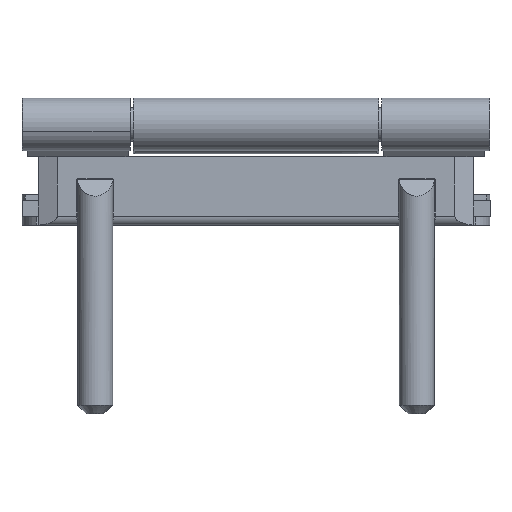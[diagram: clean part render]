
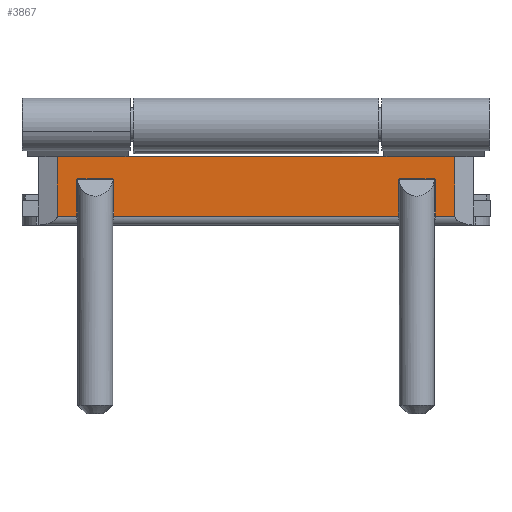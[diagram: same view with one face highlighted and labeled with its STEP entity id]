
A CAD part, front view. The second image highlights one B-rep face of the part: STEP entity #3867.
In plain terms, the highlighted face is planar.
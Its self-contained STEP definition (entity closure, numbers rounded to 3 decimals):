
#315 = VERTEX_POINT ( 'NONE', #22261 ) ;
#383 = DIRECTION ( 'NONE',  ( 0., 0., 1. ) ) ;
#939 = CARTESIAN_POINT ( 'NONE',  ( -30., 80., 3.001 ) ) ;
#1272 = EDGE_CURVE ( 'NONE', #4757, #315, #12622, .T. ) ;
#2939 = CARTESIAN_POINT ( 'NONE',  ( -30., 80., 0. ) ) ;
#3867 = ADVANCED_FACE ( 'NONE', ( #33976 ), #25209, .T. ) ;
#4757 = VERTEX_POINT ( 'NONE', #20657 ) ;
#5301 = LINE ( 'NONE', #5891, #29821 ) ;
#5891 = CARTESIAN_POINT ( 'NONE',  ( -30., 80., 23.5 ) ) ;
#6391 = CARTESIAN_POINT ( 'NONE',  ( -30., -68.001, 23.5 ) ) ;
#9449 = LINE ( 'NONE', #22628, #24088 ) ;
#12402 = CARTESIAN_POINT ( 'NONE',  ( -30., -68.001, 0. ) ) ;
#12622 = LINE ( 'NONE', #34596, #29390 ) ;
#15229 = CARTESIAN_POINT ( 'NONE',  ( -30., 68.001, 23.5 ) ) ;
#15315 = ORIENTED_EDGE ( 'NONE', *, *, #29733, .T. ) ;
#16463 = VECTOR ( 'NONE', #56903, 1000. ) ;
#16526 = ORIENTED_EDGE ( 'NONE', *, *, #41134, .F. ) ;
#16944 = EDGE_CURVE ( 'NONE', #4757, #39428, #5301, .T. ) ;
#18005 = VERTEX_POINT ( 'NONE', #48721 ) ;
#19956 = LINE ( 'NONE', #939, #20134 ) ;
#20134 = VECTOR ( 'NONE', #41045, 1000. ) ;
#20223 = ORIENTED_EDGE ( 'NONE', *, *, #56891, .F. ) ;
#20657 = CARTESIAN_POINT ( 'NONE',  ( -30., -43.75, 23.5 ) ) ;
#21756 = VERTEX_POINT ( 'NONE', #15229 ) ;
#22261 = CARTESIAN_POINT ( 'NONE',  ( -30., 43.75, 23.5 ) ) ;
#22628 = CARTESIAN_POINT ( 'NONE',  ( -30., 80., 23.5 ) ) ;
#24088 = VECTOR ( 'NONE', #27313, 1000. ) ;
#25209 = PLANE ( 'NONE',  #27594 ) ;
#25241 = ORIENTED_EDGE ( 'NONE', *, *, #1272, .T. ) ;
#27313 = DIRECTION ( 'NONE',  ( 0., -1., 0. ) ) ;
#27594 = AXIS2_PLACEMENT_3D ( 'NONE', #2939, #41888, #55362 ) ;
#29390 = VECTOR ( 'NONE', #48321, 1000. ) ;
#29733 = EDGE_CURVE ( 'NONE', #36914, #18005, #19956, .T. ) ;
#29821 = VECTOR ( 'NONE', #37209, 1000. ) ;
#30555 = EDGE_LOOP ( 'NONE', ( #46053, #41476, #25241, #20223, #16526, #15315 ) ) ;
#30868 = VECTOR ( 'NONE', #383, 1000. ) ;
#33976 = FACE_OUTER_BOUND ( 'NONE', #30555, .T. ) ;
#34071 = EDGE_CURVE ( 'NONE', #39428, #18005, #34076, .T. ) ;
#34076 = LINE ( 'NONE', #12402, #16463 ) ;
#34596 = CARTESIAN_POINT ( 'NONE',  ( -30., 80., 23.5 ) ) ;
#35821 = LINE ( 'NONE', #41079, #30868 ) ;
#36914 = VERTEX_POINT ( 'NONE', #42317 ) ;
#37209 = DIRECTION ( 'NONE',  ( 0., -1., 0. ) ) ;
#39428 = VERTEX_POINT ( 'NONE', #6391 ) ;
#41045 = DIRECTION ( 'NONE',  ( 0., -1., 0. ) ) ;
#41079 = CARTESIAN_POINT ( 'NONE',  ( -30., 68.001, 0. ) ) ;
#41134 = EDGE_CURVE ( 'NONE', #36914, #21756, #35821, .T. ) ;
#41476 = ORIENTED_EDGE ( 'NONE', *, *, #16944, .F. ) ;
#41888 = DIRECTION ( 'NONE',  ( -1., 0., 0. ) ) ;
#42317 = CARTESIAN_POINT ( 'NONE',  ( -30., 68.001, 3.001 ) ) ;
#46053 = ORIENTED_EDGE ( 'NONE', *, *, #34071, .F. ) ;
#48321 = DIRECTION ( 'NONE',  ( 0., 1., 0. ) ) ;
#48721 = CARTESIAN_POINT ( 'NONE',  ( -30., -68.001, 3.001 ) ) ;
#55362 = DIRECTION ( 'NONE',  ( 0., 0., 1. ) ) ;
#56891 = EDGE_CURVE ( 'NONE', #21756, #315, #9449, .T. ) ;
#56903 = DIRECTION ( 'NONE',  ( 0., 0., -1. ) ) ;
